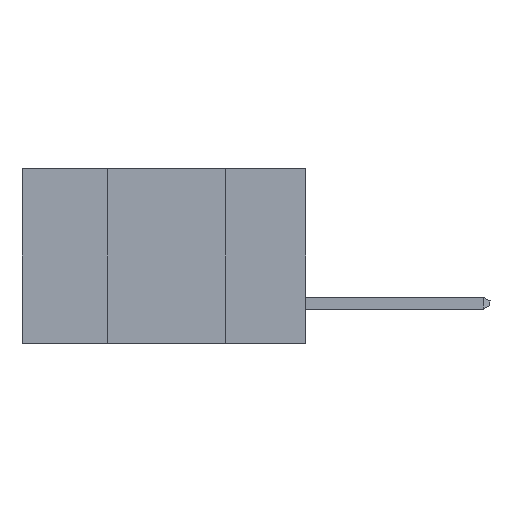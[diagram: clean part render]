
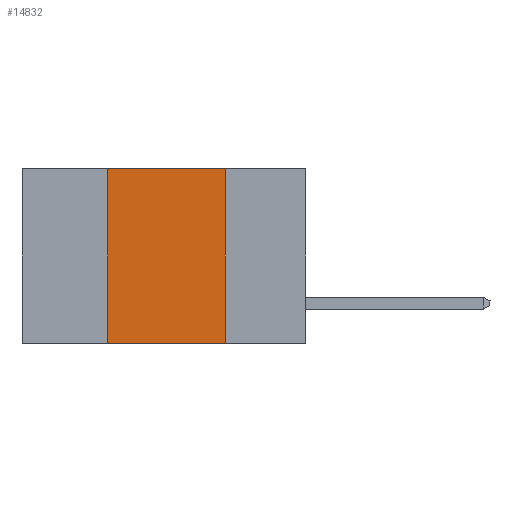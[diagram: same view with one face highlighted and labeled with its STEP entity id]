
A CAD part, left-side view. The second image highlights one B-rep face of the part: STEP entity #14832.
In plain terms, the highlighted planar face has unit normal (-1, 0, 0).
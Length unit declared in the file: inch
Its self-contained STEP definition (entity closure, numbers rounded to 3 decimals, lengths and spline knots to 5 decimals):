
#428 = DIRECTION ( 'NONE',  ( 0., 0., -1. ) ) ;
#947 = CARTESIAN_POINT ( 'NONE',  ( 0., 0.42, 0. ) ) ;
#1073 = ORIENTED_EDGE ( 'NONE', *, *, #5321, .F. ) ;
#1371 = CARTESIAN_POINT ( 'NONE',  ( 0., 0.6, 0. ) ) ;
#2137 = VERTEX_POINT ( 'NONE', #6533 ) ;
#2229 = CARTESIAN_POINT ( 'NONE',  ( 0., 0.17, 0. ) ) ;
#2684 = VECTOR ( 'NONE', #3319, 39.37008 ) ;
#2770 = DIRECTION ( 'NONE',  ( 0., -1., 0. ) ) ;
#3067 = VERTEX_POINT ( 'NONE', #8599 ) ;
#3319 = DIRECTION ( 'NONE',  ( 0., 0., 1. ) ) ;
#4126 = ORIENTED_EDGE ( 'NONE', *, *, #13379, .T. ) ;
#4735 = LINE ( 'NONE', #947, #2684 ) ;
#5321 = EDGE_CURVE ( 'NONE', #2137, #6340, #13128, .T. ) ;
#5866 = EDGE_CURVE ( 'NONE', #6340, #3067, #7517, .T. ) ;
#6055 = DIRECTION ( 'NONE',  ( 1., 0., 0. ) ) ;
#6332 = CARTESIAN_POINT ( 'NONE',  ( 0., 0.6, 0. ) ) ;
#6340 = VERTEX_POINT ( 'NONE', #8816 ) ;
#6466 = VERTEX_POINT ( 'NONE', #9682 ) ;
#6533 = CARTESIAN_POINT ( 'NONE',  ( 0., 0.42, 0. ) ) ;
#7139 = VECTOR ( 'NONE', #428, 39.37008 ) ;
#7517 = LINE ( 'NONE', #2229, #7139 ) ;
#7897 = EDGE_CURVE ( 'NONE', #6466, #2137, #4735, .T. ) ;
#8599 = CARTESIAN_POINT ( 'NONE',  ( 0., 0.17, -0.37 ) ) ;
#8816 = CARTESIAN_POINT ( 'NONE',  ( 0., 0.17, 0. ) ) ;
#8976 = ORIENTED_EDGE ( 'NONE', *, *, #7897, .F. ) ;
#9388 = LINE ( 'NONE', #13450, #12567 ) ;
#9631 = DIRECTION ( 'NONE',  ( 0., 0., -1. ) ) ;
#9682 = CARTESIAN_POINT ( 'NONE',  ( 0., 0.42, -0.37 ) ) ;
#9710 = AXIS2_PLACEMENT_3D ( 'NONE', #1371, #6055, #9631 ) ;
#9865 = ORIENTED_EDGE ( 'NONE', *, *, #5866, .F. ) ;
#11260 = DIRECTION ( 'NONE',  ( 0., -1., 0. ) ) ;
#12567 = VECTOR ( 'NONE', #2770, 39.37008 ) ;
#13128 = LINE ( 'NONE', #6332, #14059 ) ;
#13379 = EDGE_CURVE ( 'NONE', #6466, #3067, #9388, .T. ) ;
#13450 = CARTESIAN_POINT ( 'NONE',  ( 0., 0.6, -0.37 ) ) ;
#14059 = VECTOR ( 'NONE', #11260, 39.37008 ) ;
#14500 = PLANE ( 'NONE',  #9710 ) ;
#14781 = FACE_OUTER_BOUND ( 'NONE', #15362, .T. ) ;
#14832 = ADVANCED_FACE ( 'NONE', ( #14781 ), #14500, .F. ) ;
#15362 = EDGE_LOOP ( 'NONE', ( #9865, #1073, #8976, #4126 ) ) ;
